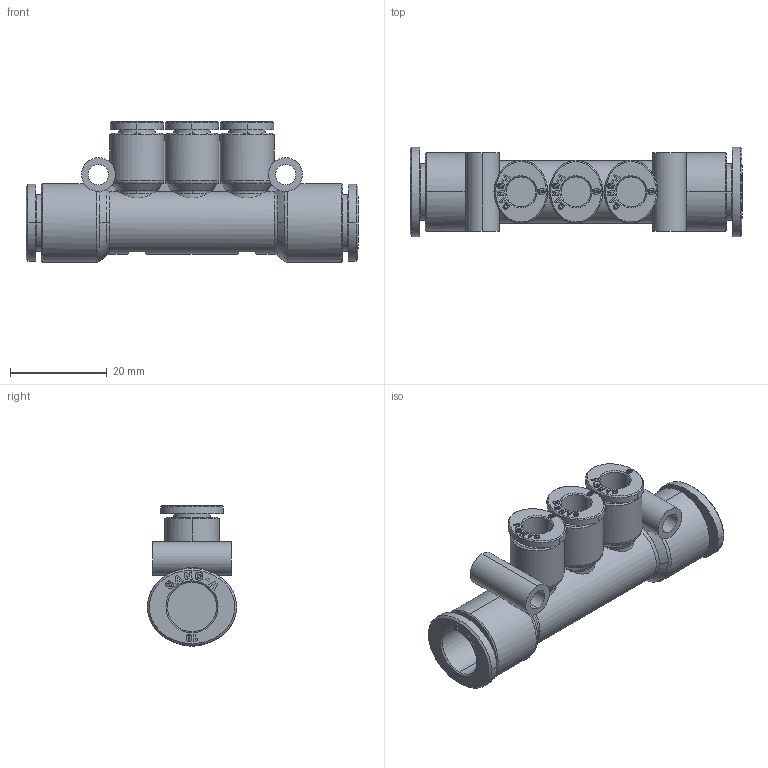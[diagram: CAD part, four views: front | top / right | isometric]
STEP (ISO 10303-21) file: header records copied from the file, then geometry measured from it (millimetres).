
FILE_DESCRIPTION (( 'STEP AP214' ), '1' );
FILE_NAME ('PKG10-06.stp', '2015-09-17T08:31:38', ( '' ), ( '' ), 'SwSTEP 2.0', 'SolidWorks 2015', '' );
FILE_SCHEMA (( 'AUTOMOTIVE_DESIGN' ));
Length unit declared in the file: millimetre
Products named in the file (2): PKG10-06; ｦ+ﾃｦ2
Assembly tree (1 placements, depth 2):
  PKG10-06
    ｦ+ﾃｦ2
Bounding box: 68.8 x 18.5 x 29.1 mm (x, y, z)
Volume: 11627 mm3; surface area: 9250.4 mm2
Topology: 1 solids, 1 shells, 1533 faces, 4365 edges, 2901 vertices
Faces by surface type: plane 1284, bspline 124, cylinder 76, cone 36, torus 13
Entity records: 55419 total; most frequent: CARTESIAN_POINT 15483, ORIENTED_EDGE 8730, DIRECTION 7059, EDGE_CURVE 4365, LINE 3773, VECTOR 3773, VERTEX_POINT 2901, AXIS2_PLACEMENT_3D 1643
